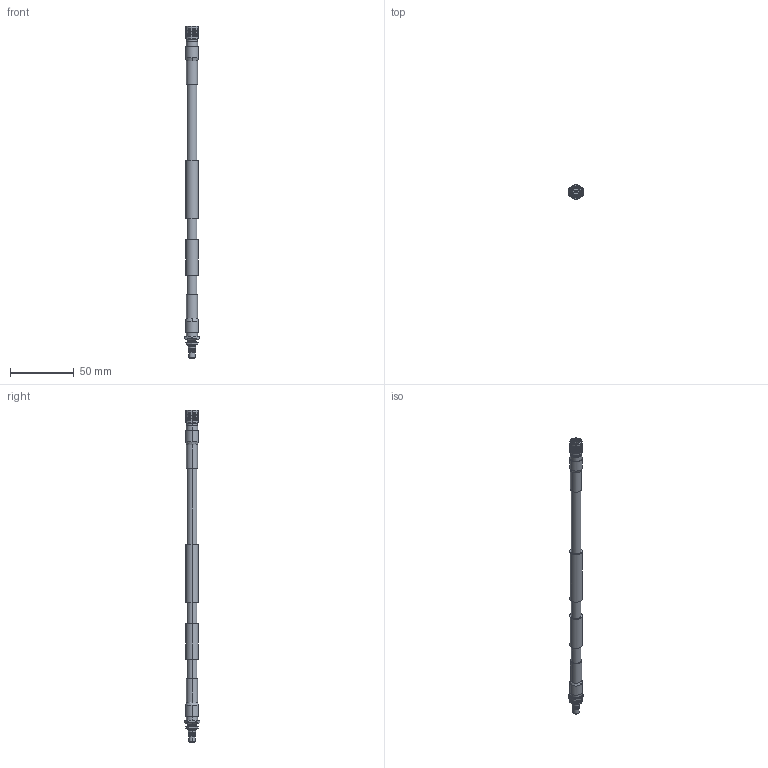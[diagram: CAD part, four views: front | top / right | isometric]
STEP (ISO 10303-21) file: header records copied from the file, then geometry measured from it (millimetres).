
FILE_DESCRIPTION (( 'STEP AP214' ), '1' );
FILE_NAME ('PE3C7873.step', '2021-02-09T19:23:12', ( '' ), ( '' ), 'SwSTEP 2.0', 'SolidWorks 2018', '' );
FILE_SCHEMA (( 'AUTOMOTIVE_DESIGN' ));
Length unit declared in the file: inch
Products named in the file (5): PE45685^PE3C7873; PE-1/4SFHC^PE3C7873; PE45682^PE3C7873; PE3C7873; Heat Shrink^PE3C7873
Assembly tree (5 placements, depth 2):
  PE3C7873
    PE-1/4SFHC^PE3C7873
    Heat Shrink^PE3C7873  x2
    PE45682^PE3C7873
    PE45685^PE3C7873
Bounding box: 11 x 12.52 x 260.79 mm (x, y, z)
Volume: 15790.9 mm3; surface area: 9640 mm2
Topology: 8 solids, 8 shells, 442 faces, 1167 edges, 752 vertices
Faces by surface type: cylinder 171, cone 93, plane 91, bspline 81, torus 6
Entity records: 26445 total; most frequent: CARTESIAN_POINT 16120, ORIENTED_EDGE 2298, DIRECTION 1905, EDGE_CURVE 1149, AXIS2_PLACEMENT_3D 756, VERTEX_POINT 740, EDGE_LOOP 467, ADVANCED_FACE 434
